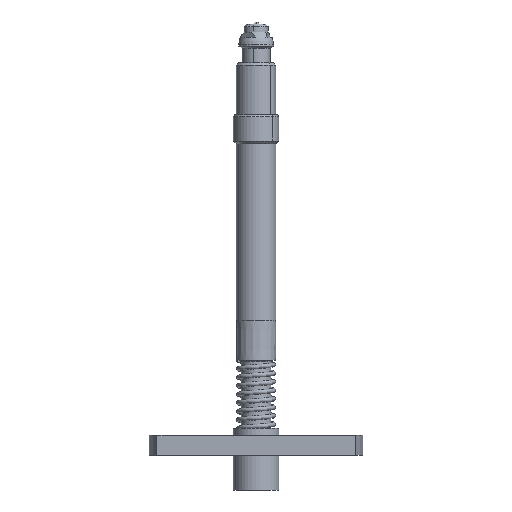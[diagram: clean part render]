
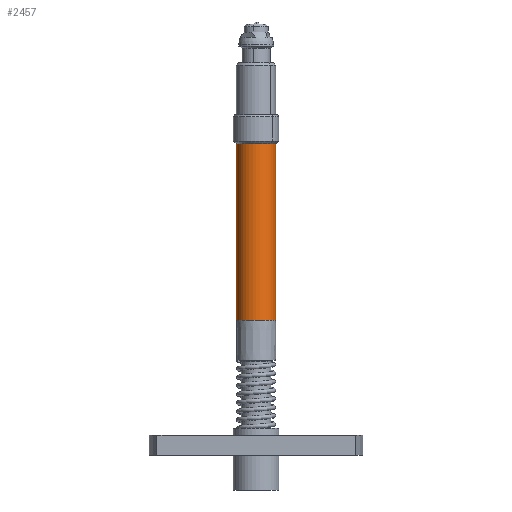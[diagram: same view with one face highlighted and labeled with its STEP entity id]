
A CAD part, front view. The second image highlights one B-rep face of the part: STEP entity #2457.
In plain terms, the highlighted cylindrical face has radius 1.475 mm (diameter 2.95 mm), a partial arc.
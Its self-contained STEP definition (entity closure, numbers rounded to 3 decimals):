
#149 = EDGE_CURVE ( 'NONE', #3347, #1382, #1104, .T. ) ;
#819 = CARTESIAN_POINT ( 'NONE',  ( 0., 0., 23.3 ) ) ;
#846 = LINE ( 'NONE', #2595, #2540 ) ;
#907 = VERTEX_POINT ( 'NONE', #5501 ) ;
#967 = CARTESIAN_POINT ( 'NONE',  ( 1.475, 0., 10.1 ) ) ;
#1104 = CIRCLE ( 'NONE', #4257, 1.475 ) ;
#1195 = DIRECTION ( 'NONE',  ( 0., 0., 1. ) ) ;
#1382 = VERTEX_POINT ( 'NONE', #967 ) ;
#1529 = VERTEX_POINT ( 'NONE', #3160 ) ;
#1620 = EDGE_CURVE ( 'NONE', #1382, #907, #4676, .T. ) ;
#1835 = DIRECTION ( 'NONE',  ( 1., 0., 0. ) ) ;
#1893 = DIRECTION ( 'NONE',  ( 0., 0., 1. ) ) ;
#1947 = DIRECTION ( 'NONE',  ( 0., 0., 1. ) ) ;
#2041 = ORIENTED_EDGE ( 'NONE', *, *, #149, .T. ) ;
#2131 = DIRECTION ( 'NONE',  ( 0., 0., 1. ) ) ;
#2163 = ORIENTED_EDGE ( 'NONE', *, *, #5593, .F. ) ;
#2318 = CARTESIAN_POINT ( 'NONE',  ( 0., 0., 23.3 ) ) ;
#2363 = VECTOR ( 'NONE', #2131, 1000. ) ;
#2457 = ADVANCED_FACE ( 'NONE', ( #3377 ), #3064, .T. ) ;
#2540 = VECTOR ( 'NONE', #4360, 1000. ) ;
#2543 = DIRECTION ( 'NONE',  ( 1., 0., 0. ) ) ;
#2595 = CARTESIAN_POINT ( 'NONE',  ( -1.475, 0., 23.3 ) ) ;
#3064 = CYLINDRICAL_SURFACE ( 'NONE', #5070, 1.475 ) ;
#3088 = EDGE_CURVE ( 'NONE', #3347, #1529, #846, .T. ) ;
#3160 = CARTESIAN_POINT ( 'NONE',  ( -1.475, 0., 23.3 ) ) ;
#3347 = VERTEX_POINT ( 'NONE', #4513 ) ;
#3377 = FACE_OUTER_BOUND ( 'NONE', #3802, .T. ) ;
#3802 = EDGE_LOOP ( 'NONE', ( #4094, #2041, #4612, #2163 ) ) ;
#4094 = ORIENTED_EDGE ( 'NONE', *, *, #3088, .F. ) ;
#4129 = AXIS2_PLACEMENT_3D ( 'NONE', #2318, #1893, #1835 ) ;
#4225 = CIRCLE ( 'NONE', #4129, 1.475 ) ;
#4257 = AXIS2_PLACEMENT_3D ( 'NONE', #5420, #1947, #5449 ) ;
#4360 = DIRECTION ( 'NONE',  ( 0., 0., 1. ) ) ;
#4513 = CARTESIAN_POINT ( 'NONE',  ( -1.475, 0., 10.1 ) ) ;
#4612 = ORIENTED_EDGE ( 'NONE', *, *, #1620, .T. ) ;
#4676 = LINE ( 'NONE', #4729, #2363 ) ;
#4729 = CARTESIAN_POINT ( 'NONE',  ( 1.475, 0., 23.3 ) ) ;
#5070 = AXIS2_PLACEMENT_3D ( 'NONE', #819, #1195, #2543 ) ;
#5420 = CARTESIAN_POINT ( 'NONE',  ( 0., 0., 10.1 ) ) ;
#5449 = DIRECTION ( 'NONE',  ( 1., 0., 0. ) ) ;
#5501 = CARTESIAN_POINT ( 'NONE',  ( 1.475, 0., 23.3 ) ) ;
#5593 = EDGE_CURVE ( 'NONE', #1529, #907, #4225, .T. ) ;
